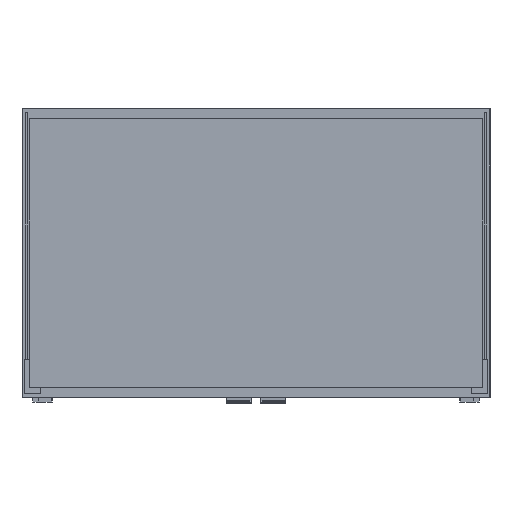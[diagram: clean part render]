
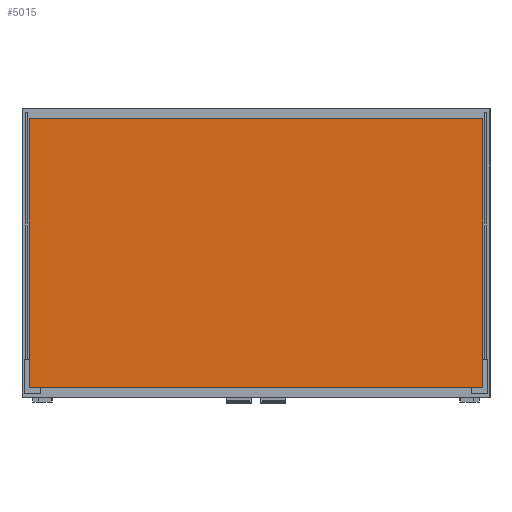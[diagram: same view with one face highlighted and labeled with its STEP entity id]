
A CAD part, front view. The second image highlights one B-rep face of the part: STEP entity #5015.
In plain terms, the highlighted planar face has unit normal (0, -1, 0).
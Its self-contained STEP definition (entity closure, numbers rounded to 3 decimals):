
#18 = DIRECTION ( 'NONE',  ( 0., 0., -1. ) ) ;
#296 = VECTOR ( 'NONE', #5286, 1000. ) ;
#330 = LINE ( 'NONE', #3363, #4602 ) ;
#400 = CARTESIAN_POINT ( 'NONE',  ( 0., 0., 0. ) ) ;
#945 = EDGE_CURVE ( 'NONE', #2051, #3049, #7316, .T. ) ;
#1521 = EDGE_CURVE ( 'NONE', #4467, #2051, #4104, .T. ) ;
#1865 = DIRECTION ( 'NONE',  ( 0., 0., 1. ) ) ;
#2051 = VERTEX_POINT ( 'NONE', #8136 ) ;
#2364 = CARTESIAN_POINT ( 'NONE',  ( -545., 0., -323. ) ) ;
#2401 = ORIENTED_EDGE ( 'NONE', *, *, #2615, .F. ) ;
#2615 = EDGE_CURVE ( 'NONE', #3049, #6257, #330, .T. ) ;
#2664 = EDGE_LOOP ( 'NONE', ( #4476, #6527, #4956, #2401 ) ) ;
#2760 = CARTESIAN_POINT ( 'NONE',  ( -545., 0., 323. ) ) ;
#2769 = CARTESIAN_POINT ( 'NONE',  ( -545., 0., -323. ) ) ;
#3049 = VERTEX_POINT ( 'NONE', #8740 ) ;
#3076 = EDGE_CURVE ( 'NONE', #6257, #4467, #7549, .T. ) ;
#3154 = DIRECTION ( 'NONE',  ( 0., 0., 1. ) ) ;
#3263 = DIRECTION ( 'NONE',  ( 0., 1., 0. ) ) ;
#3309 = DIRECTION ( 'NONE',  ( -1., 0., 0. ) ) ;
#3363 = CARTESIAN_POINT ( 'NONE',  ( -545., 0., -323. ) ) ;
#3680 = CARTESIAN_POINT ( 'NONE',  ( 545., 0., -323. ) ) ;
#4104 = LINE ( 'NONE', #7366, #296 ) ;
#4467 = VERTEX_POINT ( 'NONE', #2760 ) ;
#4476 = ORIENTED_EDGE ( 'NONE', *, *, #945, .F. ) ;
#4541 = AXIS2_PLACEMENT_3D ( 'NONE', #400, #3263, #1865 ) ;
#4602 = VECTOR ( 'NONE', #3309, 1000. ) ;
#4956 = ORIENTED_EDGE ( 'NONE', *, *, #3076, .F. ) ;
#5015 = ADVANCED_FACE ( 'NONE', ( #5098 ), #8207, .F. ) ;
#5098 = FACE_OUTER_BOUND ( 'NONE', #2664, .T. ) ;
#5286 = DIRECTION ( 'NONE',  ( 1., 0., 0. ) ) ;
#6192 = VECTOR ( 'NONE', #18, 1000. ) ;
#6196 = VECTOR ( 'NONE', #3154, 1000. ) ;
#6257 = VERTEX_POINT ( 'NONE', #2769 ) ;
#6527 = ORIENTED_EDGE ( 'NONE', *, *, #1521, .F. ) ;
#7316 = LINE ( 'NONE', #3680, #6192 ) ;
#7366 = CARTESIAN_POINT ( 'NONE',  ( -545., 0., 323. ) ) ;
#7549 = LINE ( 'NONE', #2364, #6196 ) ;
#8136 = CARTESIAN_POINT ( 'NONE',  ( 545., 0., 323. ) ) ;
#8207 = PLANE ( 'NONE',  #4541 ) ;
#8740 = CARTESIAN_POINT ( 'NONE',  ( 545., 0., -323. ) ) ;
